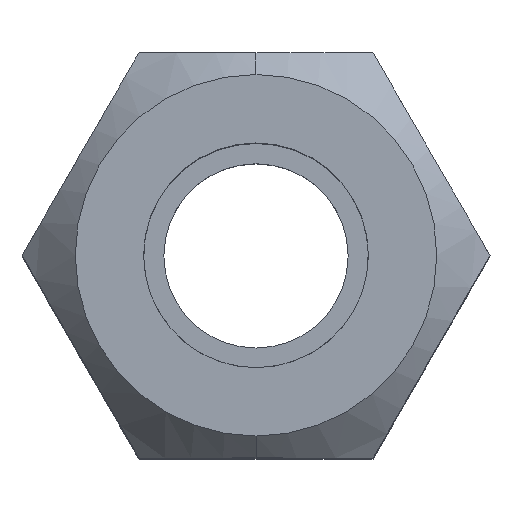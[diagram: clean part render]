
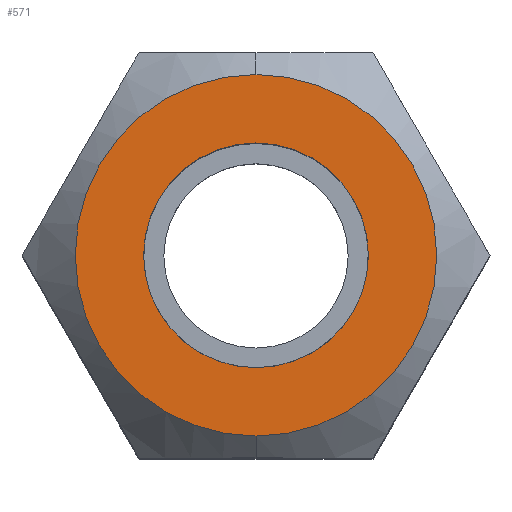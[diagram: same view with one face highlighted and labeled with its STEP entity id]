
A CAD part, top view. The second image highlights one B-rep face of the part: STEP entity #571.
In plain terms, the highlighted face is planar.
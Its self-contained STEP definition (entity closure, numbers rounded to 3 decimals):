
#174 = DIRECTION ( 'NONE',  ( 0., -1., 0. ) ) ;
#175 = DIRECTION ( 'NONE',  ( 0., 0., 1. ) ) ;
#176 = CARTESIAN_POINT ( 'NONE',  ( 0., 0., -21.5 ) ) ;
#177 = AXIS2_PLACEMENT_3D ( 'NONE', #176, #175, #174 ) ;
#178 = CIRCLE ( 'NONE', #177, 6.1 ) ;
#193 = DIRECTION ( 'NONE',  ( 0., -1., 0. ) ) ;
#194 = DIRECTION ( 'NONE',  ( 0., 0., 1. ) ) ;
#195 = CARTESIAN_POINT ( 'NONE',  ( 0., 0., -21.5 ) ) ;
#196 = AXIS2_PLACEMENT_3D ( 'NONE', #195, #194, #193 ) ;
#197 = CIRCLE ( 'NONE', #196, 9.812 ) ;
#227 = DIRECTION ( 'NONE',  ( 0., -1., 0. ) ) ;
#228 = DIRECTION ( 'NONE',  ( 0., 0., 1. ) ) ;
#229 = CARTESIAN_POINT ( 'NONE',  ( 0., 12.702, -21.5 ) ) ;
#230 = AXIS2_PLACEMENT_3D ( 'NONE', #229, #228, #227 ) ;
#232 = PLANE ( 'NONE',  #230 ) ;
#233 = FACE_OUTER_BOUND ( 'NONE', #561, .T. ) ;
#234 = FACE_BOUND ( 'NONE', #574, .T. ) ;
#539 = ORIENTED_EDGE ( 'NONE', *, *, #550, .F. ) ;
#544 = ORIENTED_EDGE ( 'NONE', *, *, #889, .F. ) ;
#550 = EDGE_CURVE ( 'NONE', #891, #890, #197, .T. ) ;
#561 = EDGE_LOOP ( 'NONE', ( #544, #539 ) ) ;
#565 = ORIENTED_EDGE ( 'NONE', *, *, #569, .T. ) ;
#566 = ORIENTED_EDGE ( 'NONE', *, *, #1408, .T. ) ;
#569 = EDGE_CURVE ( 'NONE', #1411, #1409, #178, .T. ) ;
#571 = ADVANCED_FACE ( 'NONE', ( #234, #233 ), #232, .F. ) ;
#574 = EDGE_LOOP ( 'NONE', ( #565, #566 ) ) ;
#889 = EDGE_CURVE ( 'NONE', #890, #891, #2129, .T. ) ;
#890 = VERTEX_POINT ( 'NONE', #2124 ) ;
#891 = VERTEX_POINT ( 'NONE', #2123 ) ;
#1408 = EDGE_CURVE ( 'NONE', #1409, #1411, #2223, .T. ) ;
#1409 = VERTEX_POINT ( 'NONE', #2218 ) ;
#1411 = VERTEX_POINT ( 'NONE', #2217 ) ;
#2123 = CARTESIAN_POINT ( 'NONE',  ( 0., 9.812, -21.5 ) ) ;
#2124 = CARTESIAN_POINT ( 'NONE',  ( 0., -9.812, -21.5 ) ) ;
#2125 = DIRECTION ( 'NONE',  ( 0., -1., 0. ) ) ;
#2126 = DIRECTION ( 'NONE',  ( 0., 0., 1. ) ) ;
#2127 = CARTESIAN_POINT ( 'NONE',  ( 0., 0., -21.5 ) ) ;
#2128 = AXIS2_PLACEMENT_3D ( 'NONE', #2127, #2126, #2125 ) ;
#2129 = CIRCLE ( 'NONE', #2128, 9.812 ) ;
#2217 = CARTESIAN_POINT ( 'NONE',  ( 0., -6.1, -21.5 ) ) ;
#2218 = CARTESIAN_POINT ( 'NONE',  ( 0., 6.1, -21.5 ) ) ;
#2219 = DIRECTION ( 'NONE',  ( 0., -1., 0. ) ) ;
#2220 = DIRECTION ( 'NONE',  ( 0., 0., 1. ) ) ;
#2221 = CARTESIAN_POINT ( 'NONE',  ( 0., 0., -21.5 ) ) ;
#2222 = AXIS2_PLACEMENT_3D ( 'NONE', #2221, #2220, #2219 ) ;
#2223 = CIRCLE ( 'NONE', #2222, 6.1 ) ;
